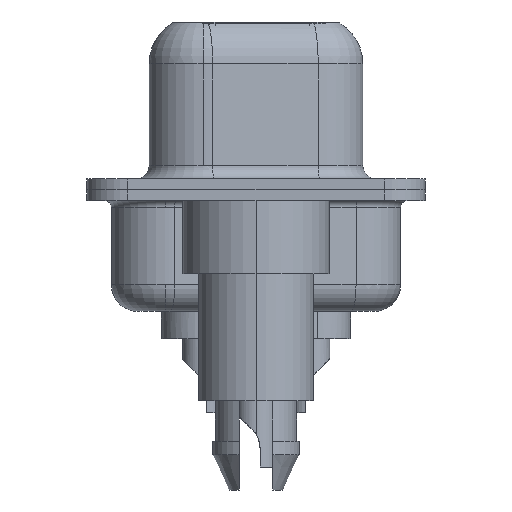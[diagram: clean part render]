
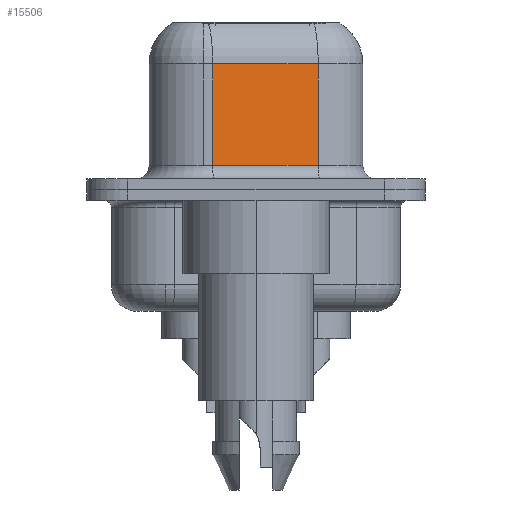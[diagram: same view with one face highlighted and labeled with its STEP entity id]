
A CAD part, left-side view. The second image highlights one B-rep face of the part: STEP entity #15506.
In plain terms, the highlighted planar face has unit normal (-0.985, -0.174, 0).
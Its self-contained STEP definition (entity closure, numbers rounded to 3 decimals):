
#246 = LINE ( 'NONE', #11203, #16530 ) ;
#862 = VECTOR ( 'NONE', #19466, 1000. ) ;
#2183 = VERTEX_POINT ( 'NONE', #10265 ) ;
#2405 = LINE ( 'NONE', #16568, #14278 ) ;
#3179 = CARTESIAN_POINT ( 'NONE',  ( 5.068, -2.297, 4.65 ) ) ;
#4150 = CARTESIAN_POINT ( 'NONE',  ( 5.068, -2.297, 6.4 ) ) ;
#5023 = CARTESIAN_POINT ( 'NONE',  ( 4.38, 1.603, 4.65 ) ) ;
#5379 = DIRECTION ( 'NONE',  ( 0.985, 0.174, 0. ) ) ;
#5485 = ORIENTED_EDGE ( 'NONE', *, *, #8964, .F. ) ;
#6275 = DIRECTION ( 'NONE',  ( 0., 0., -1. ) ) ;
#7564 = VERTEX_POINT ( 'NONE', #7633 ) ;
#7612 = EDGE_LOOP ( 'NONE', ( #5485, #17344, #18254, #12680 ) ) ;
#7633 = CARTESIAN_POINT ( 'NONE',  ( 5.068, -2.297, 0.9 ) ) ;
#7779 = EDGE_CURVE ( 'NONE', #16006, #11664, #17599, .T. ) ;
#8636 = AXIS2_PLACEMENT_3D ( 'NONE', #4150, #5379, #11660 ) ;
#8964 = EDGE_CURVE ( 'NONE', #16006, #7564, #246, .T. ) ;
#10265 = CARTESIAN_POINT ( 'NONE',  ( 4.38, 1.603, 0.9 ) ) ;
#10428 = FACE_OUTER_BOUND ( 'NONE', #7612, .T. ) ;
#11203 = CARTESIAN_POINT ( 'NONE',  ( 5.068, -2.297, 6.4 ) ) ;
#11660 = DIRECTION ( 'NONE',  ( -0.174, 0.985, 0. ) ) ;
#11664 = VERTEX_POINT ( 'NONE', #5023 ) ;
#11970 = CARTESIAN_POINT ( 'NONE',  ( 4.38, 1.603, 6.4 ) ) ;
#12676 = DIRECTION ( 'NONE',  ( -0.174, 0.985, 0. ) ) ;
#12680 = ORIENTED_EDGE ( 'NONE', *, *, #19856, .T. ) ;
#14278 = VECTOR ( 'NONE', #17524, 1000. ) ;
#15506 = ADVANCED_FACE ( 'NONE', ( #10428 ), #19459, .F. ) ;
#15839 = VECTOR ( 'NONE', #12676, 1000. ) ;
#15962 = CARTESIAN_POINT ( 'NONE',  ( 5.068, -2.297, 4.65 ) ) ;
#16006 = VERTEX_POINT ( 'NONE', #3179 ) ;
#16530 = VECTOR ( 'NONE', #6275, 1000. ) ;
#16568 = CARTESIAN_POINT ( 'NONE',  ( 5.068, -2.297, 0.9 ) ) ;
#17344 = ORIENTED_EDGE ( 'NONE', *, *, #7779, .T. ) ;
#17440 = EDGE_CURVE ( 'NONE', #11664, #2183, #18119, .T. ) ;
#17524 = DIRECTION ( 'NONE',  ( 0.174, -0.985, 0. ) ) ;
#17599 = LINE ( 'NONE', #15962, #15839 ) ;
#18119 = LINE ( 'NONE', #11970, #862 ) ;
#18254 = ORIENTED_EDGE ( 'NONE', *, *, #17440, .T. ) ;
#19459 = PLANE ( 'NONE',  #8636 ) ;
#19466 = DIRECTION ( 'NONE',  ( 0., 0., -1. ) ) ;
#19856 = EDGE_CURVE ( 'NONE', #2183, #7564, #2405, .T. ) ;
